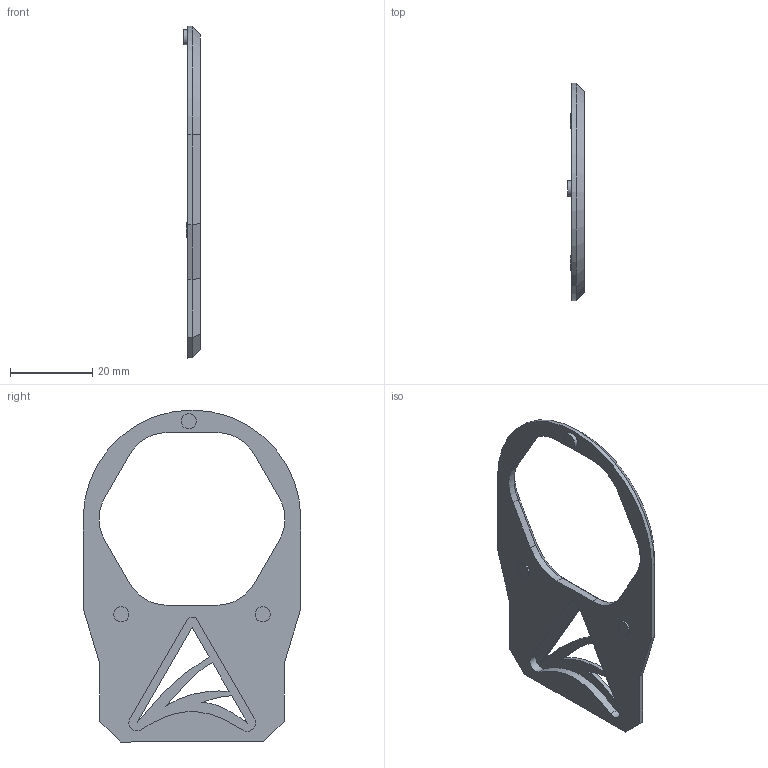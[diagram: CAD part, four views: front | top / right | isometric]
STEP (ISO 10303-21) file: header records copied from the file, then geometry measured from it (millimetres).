
FILE_DESCRIPTION(/* description */ (''),/* implementation_level */ '2;1');
FILE_NAME(/* name */ 'Face Plate.step',/* time_stamp */ '2024-11-15T01:52:59+02:00',/* author */ (''),/* organization */ (''),/* preprocessor_version */ 'ST-DEVELOPER v20',/* originating_system */ 'Autodesk Translation Framework v13.20.0.188',/* authorisation */ '');
FILE_SCHEMA (('AUTOMOTIVE_DESIGN { 1 0 10303 214 3 1 1 }'));
Length unit declared in the file: millimetre
Products named in the file (1): Face Plate
Bounding box: 4 x 53 x 80.79 mm (x, y, z)
Volume: 5271.2 mm3; surface area: 5286 mm2
Topology: 1 solids, 1 shells, 68 faces, 165 edges, 103 vertices
Faces by surface type: plane 42, cylinder 13, cone 7, bspline 6
Full cylindrical faces by diameter (mm): 3.7 x3
Entity records: 2056 total; most frequent: CARTESIAN_POINT 429, ORIENTED_EDGE 330, DIRECTION 311, EDGE_CURVE 165, LINE 119, VECTOR 119, VERTEX_POINT 103, AXIS2_PLACEMENT_3D 96
